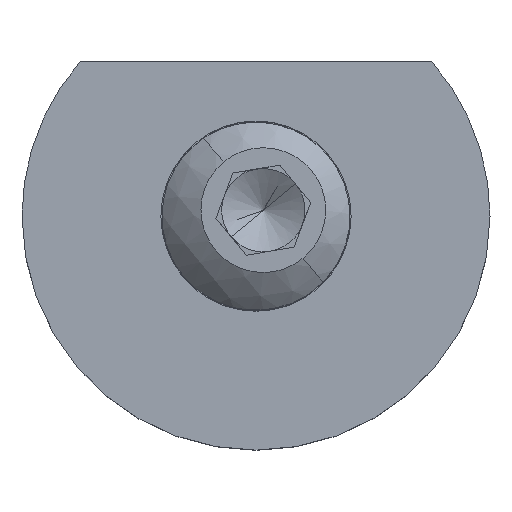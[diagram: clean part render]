
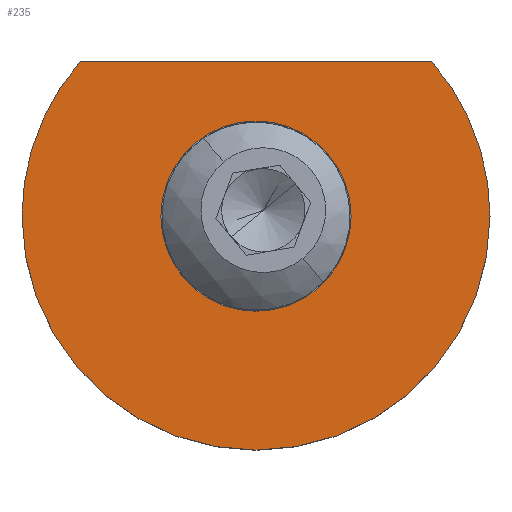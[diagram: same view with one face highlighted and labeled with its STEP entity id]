
A CAD part, top view. The second image highlights one B-rep face of the part: STEP entity #235.
In plain terms, the highlighted planar face has unit normal (0, 0, 1).
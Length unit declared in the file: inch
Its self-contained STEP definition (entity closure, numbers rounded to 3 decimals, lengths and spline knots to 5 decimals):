
#129 = VERTEX_POINT ( 'NONE', #560 ) ;
#144 = EDGE_CURVE ( 'NONE', #147, #129, #540, .T. ) ;
#147 = VERTEX_POINT ( 'NONE', #543 ) ;
#168 = EDGE_CURVE ( 'NONE', #244, #238, #608, .T. ) ;
#208 = EDGE_CURVE ( 'NONE', #209, #244, #690, .T. ) ;
#209 = VERTEX_POINT ( 'NONE', #647 ) ;
#227 = ORIENTED_EDGE ( 'NONE', *, *, #168, .T. ) ;
#228 = ORIENTED_EDGE ( 'NONE', *, *, #237, .T. ) ;
#229 = ORIENTED_EDGE ( 'NONE', *, *, #247, .T. ) ;
#231 = EDGE_LOOP ( 'NONE', ( #228, #229, #234, #227 ) ) ;
#232 = ORIENTED_EDGE ( 'NONE', *, *, #144, .F. ) ;
#233 = EDGE_LOOP ( 'NONE', ( #240, #232 ) ) ;
#234 = ORIENTED_EDGE ( 'NONE', *, *, #208, .T. ) ;
#235 = ADVANCED_FACE ( 'NONE', ( #730, #719 ), #723, .T. ) ;
#237 = EDGE_CURVE ( 'NONE', #238, #251, #724, .T. ) ;
#238 = VERTEX_POINT ( 'NONE', #712 ) ;
#240 = ORIENTED_EDGE ( 'NONE', *, *, #242, .F. ) ;
#242 = EDGE_CURVE ( 'NONE', #129, #147, #767, .T. ) ;
#244 = VERTEX_POINT ( 'NONE', #763 ) ;
#247 = EDGE_CURVE ( 'NONE', #251, #209, #748, .T. ) ;
#251 = VERTEX_POINT ( 'NONE', #747 ) ;
#540 = CIRCLE ( 'NONE', #591, 0.25 ) ;
#543 = CARTESIAN_POINT ( 'NONE',  ( -0.25, 0., 0.35 ) ) ;
#560 = CARTESIAN_POINT ( 'NONE',  ( 0.25, 0., 0.35 ) ) ;
#589 = DIRECTION ( 'NONE',  ( 1., 0., 0. ) ) ;
#590 = DIRECTION ( 'NONE',  ( 0., 0., 1. ) ) ;
#591 = AXIS2_PLACEMENT_3D ( 'NONE', #596, #590, #589 ) ;
#596 = CARTESIAN_POINT ( 'NONE',  ( 0., 0., 0.35 ) ) ;
#602 = DIRECTION ( 'NONE',  ( -1., 0., 0. ) ) ;
#603 = VECTOR ( 'NONE', #602, 39.37008 ) ;
#607 = CARTESIAN_POINT ( 'NONE',  ( 0., 0.406, 0.35 ) ) ;
#608 = LINE ( 'NONE', #607, #603 ) ;
#647 = CARTESIAN_POINT ( 'NONE',  ( 0.615, 0., 0.35 ) ) ;
#686 = DIRECTION ( 'NONE',  ( 1., 0., 0. ) ) ;
#687 = DIRECTION ( 'NONE',  ( 0., 0., 1. ) ) ;
#688 = CARTESIAN_POINT ( 'NONE',  ( 0., 0., 0.35 ) ) ;
#689 = AXIS2_PLACEMENT_3D ( 'NONE', #688, #687, #686 ) ;
#690 = CIRCLE ( 'NONE', #689, 0.615 ) ;
#692 = CARTESIAN_POINT ( 'NONE',  ( 0., 0., 0.35 ) ) ;
#708 = CARTESIAN_POINT ( 'NONE',  ( 0., 0., 0.35 ) ) ;
#709 = DIRECTION ( 'NONE',  ( 1., 0., 0. ) ) ;
#710 = DIRECTION ( 'NONE',  ( 0., 0., 1. ) ) ;
#711 = AXIS2_PLACEMENT_3D ( 'NONE', #708, #769, #768 ) ;
#712 = CARTESIAN_POINT ( 'NONE',  ( -0.46194, 0.406, 0.35 ) ) ;
#718 = AXIS2_PLACEMENT_3D ( 'NONE', #692, #710, #709 ) ;
#719 = FACE_OUTER_BOUND ( 'NONE', #231, .T. ) ;
#723 = PLANE ( 'NONE',  #718 ) ;
#724 = CIRCLE ( 'NONE', #711, 0.615 ) ;
#730 = FACE_BOUND ( 'NONE', #233, .T. ) ;
#737 = DIRECTION ( 'NONE',  ( 1., 0., 0. ) ) ;
#744 = AXIS2_PLACEMENT_3D ( 'NONE', #759, #753, #737 ) ;
#747 = CARTESIAN_POINT ( 'NONE',  ( -0.615, 0., 0.35 ) ) ;
#748 = CIRCLE ( 'NONE', #744, 0.615 ) ;
#753 = DIRECTION ( 'NONE',  ( 0., 0., 1. ) ) ;
#754 = DIRECTION ( 'NONE',  ( 1., 0., 0. ) ) ;
#755 = DIRECTION ( 'NONE',  ( 0., 0., 1. ) ) ;
#756 = CARTESIAN_POINT ( 'NONE',  ( 0., 0., 0.35 ) ) ;
#759 = CARTESIAN_POINT ( 'NONE',  ( 0., 0., 0.35 ) ) ;
#763 = CARTESIAN_POINT ( 'NONE',  ( 0.46194, 0.406, 0.35 ) ) ;
#764 = AXIS2_PLACEMENT_3D ( 'NONE', #756, #755, #754 ) ;
#767 = CIRCLE ( 'NONE', #764, 0.25 ) ;
#768 = DIRECTION ( 'NONE',  ( 1., 0., 0. ) ) ;
#769 = DIRECTION ( 'NONE',  ( 0., 0., 1. ) ) ;
